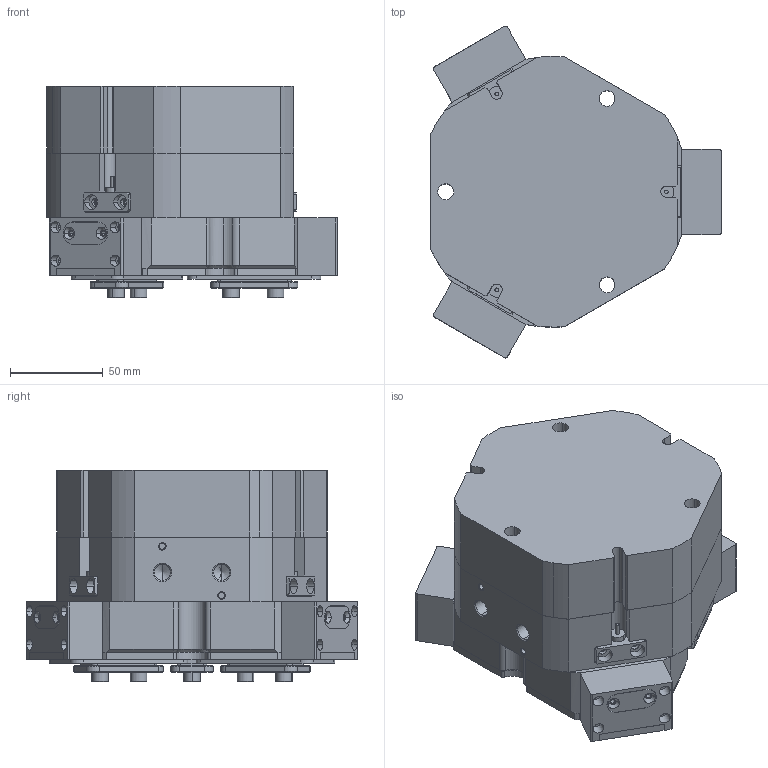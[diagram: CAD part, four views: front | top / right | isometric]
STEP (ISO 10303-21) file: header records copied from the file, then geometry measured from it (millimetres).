
FILE_DESCRIPTION (( 'STEP AP203' ), '1' );
FILE_NAME ('TZ95-146-S-P-NO.STEP', '2024-12-05T07:33:36', ( 'USER-' ), ( 'Microsoft' ), 'SwSTEP 2.0', 'SolidWorks 2018', '' );
FILE_SCHEMA (( 'CONFIG_CONTROL_DESIGN' ));
Length unit declared in the file: millimetre
Products named in the file (29): TZ95-146-P杅耀.sldasm-Part-18; TZ95-146-P杅耀.sldasm-Part-51; TZ95-146-S-P-NO; TZ95-146-P杅耀.sldasm-Part-10; TZ95-146-P杅耀.sldasm-Part-13; TZ95-146-P杅耀.sldasm-Part-1; TZ95BS-1-03 菁窒晊扥裔; TZ95-146-P杅耀.sldasm-Part-29; TZ95-146-P杅耀.sldasm-Part-15; TZ95-146-P杅耀.sldasm-Part-5; 揤輸杅耀.sldasm-Part-9; TZ95-146-P杅耀.sldasm-Part-9; TZ95-146-P杅耀.sldasm-Part-23; TZ95-146-P杅耀.sldasm-Part-19; TZ95-146-P杅耀.sldasm-Part-32; TZ95-146-P杅耀.sldasm-Part-4; TZ95-146-P杅耀.sldasm-Part-48; 埴翐芛_GB_FASTENER_SCREWS_HSHCS M2X8-N; TZ95-146-P杅耀.sldasm-Part-11; TZ95-146-P杅耀.sldasm-Part-39; TZ95-146-P杅耀.sldasm-Part-8; TZ95-146-P杅耀.sldasm-Part-2; TZ95-146-P杅耀.sldasm-Part-25; TZ95-146-P杅耀.sldasm-Part-27; TZ95-146-P杅耀.sldasm-Part-14; TZ95-146-P杅耀.sldasm-Part-26; 25x12-R3; TZ95-146-P杅耀.sldasm-Part-31; 揤輸蚾饜极
Assembly tree (37 placements, depth 3):
  TZ95-146-S-P-NO
    TZ95-146-P杅耀.sldasm-Part-1
    TZ95-146-P杅耀.sldasm-Part-2
    TZ95-146-P杅耀.sldasm-Part-4  x3
    TZ95-146-P杅耀.sldasm-Part-5
    TZ95-146-P杅耀.sldasm-Part-8  x2
    TZ95-146-P杅耀.sldasm-Part-9
    TZ95-146-P杅耀.sldasm-Part-10
    TZ95-146-P杅耀.sldasm-Part-11
    TZ95-146-P杅耀.sldasm-Part-13
    TZ95-146-P杅耀.sldasm-Part-14
    TZ95-146-P杅耀.sldasm-Part-15
    TZ95-146-P杅耀.sldasm-Part-18
    TZ95-146-P杅耀.sldasm-Part-19
    TZ95-146-P杅耀.sldasm-Part-23
    TZ95-146-P杅耀.sldasm-Part-25
    TZ95-146-P杅耀.sldasm-Part-26
    TZ95-146-P杅耀.sldasm-Part-27
    TZ95-146-P杅耀.sldasm-Part-29  x2
    TZ95-146-P杅耀.sldasm-Part-31
    TZ95-146-P杅耀.sldasm-Part-32
    TZ95-146-P杅耀.sldasm-Part-39
    TZ95-146-P杅耀.sldasm-Part-48
    TZ95-146-P杅耀.sldasm-Part-51  x3
    揤輸蚾饜极  x3
      揤輸杅耀.sldasm-Part-9
      埴翐芛_GB_FASTENER_SCREWS_HSHCS M2X8-N
    25x12-R3
    TZ95BS-1-03 菁窒晊扥裔
Bounding box: 156.5 x 178.99 x 114 mm (x, y, z)
Volume: 1527227 mm3; surface area: 249817.4 mm2
Topology: 40 solids, 102 shells, 2328 faces, 5727 edges, 3605 vertices
Faces by surface type: plane 1042, cylinder 672, cone 447, bspline 155, torus 12
Entity records: 61524 total; most frequent: CARTESIAN_POINT 15503, DIRECTION 8855, ORIENTED_EDGE 8720, EDGE_CURVE 4360, AXIS2_PLACEMENT_3D 3122, VERTEX_POINT 2814, VECTOR 2611, LINE 2611
